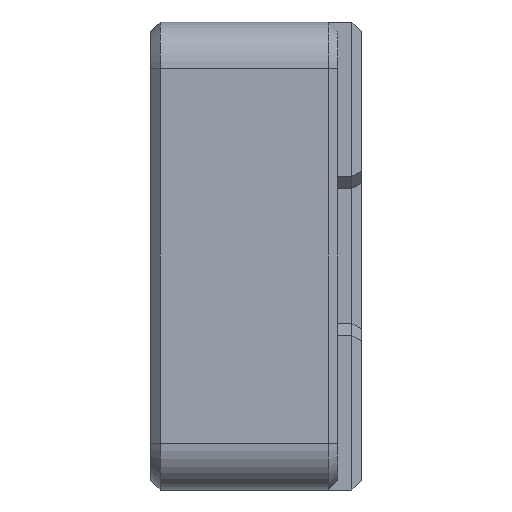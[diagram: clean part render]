
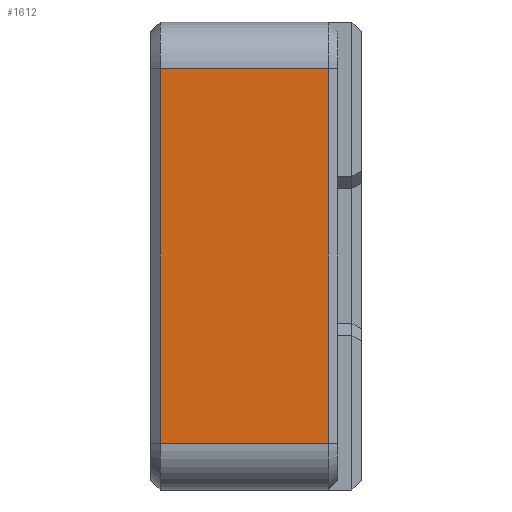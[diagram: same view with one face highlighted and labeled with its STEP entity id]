
A CAD part, left-side view. The second image highlights one B-rep face of the part: STEP entity #1612.
In plain terms, the highlighted planar face has unit normal (-1, 0, 0).
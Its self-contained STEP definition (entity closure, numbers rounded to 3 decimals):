
#120=FACE_OUTER_BOUND('',#216,.T.);
#216=EDGE_LOOP('',(#1197,#1198,#1199,#1200));
#376=LINE('',#2482,#568);
#379=LINE('',#2490,#571);
#380=LINE('',#2494,#572);
#381=LINE('',#2495,#573);
#568=VECTOR('',#1984,10.);
#571=VECTOR('',#1995,10.);
#572=VECTOR('',#2000,10.);
#573=VECTOR('',#2001,10.);
#743=VERTEX_POINT('',#2476);
#744=VERTEX_POINT('',#2480);
#745=VERTEX_POINT('',#2489);
#746=VERTEX_POINT('',#2493);
#909=EDGE_CURVE('',#743,#744,#376,.T.);
#913=EDGE_CURVE('',#744,#745,#379,.T.);
#915=EDGE_CURVE('',#746,#743,#380,.T.);
#916=EDGE_CURVE('',#745,#746,#381,.T.);
#1197=ORIENTED_EDGE('',*,*,#909,.F.);
#1198=ORIENTED_EDGE('',*,*,#915,.F.);
#1199=ORIENTED_EDGE('',*,*,#916,.F.);
#1200=ORIENTED_EDGE('',*,*,#913,.F.);
#1535=PLANE('',#1733);
#1612=ADVANCED_FACE('',(#120),#1535,.T.);
#1733=AXIS2_PLACEMENT_3D('',#2492,#1998,#1999);
#1984=DIRECTION('',(0.,0.,-1.));
#1995=DIRECTION('',(0.,1.,0.));
#1998=DIRECTION('center_axis',(-1.,0.,0.));
#1999=DIRECTION('ref_axis',(0.,0.,-1.));
#2000=DIRECTION('',(0.,-1.,0.));
#2001=DIRECTION('',(0.,0.,1.));
#2476=CARTESIAN_POINT('',(-30.,-7.6,8.));
#2480=CARTESIAN_POINT('',(-30.,-7.6,-8.));
#2482=CARTESIAN_POINT('',(-30.,-7.6,5.));
#2489=CARTESIAN_POINT('',(-30.,-0.4,-8.));
#2490=CARTESIAN_POINT('',(-30.,0.,-8.));
#2492=CARTESIAN_POINT('Origin',(-30.,0.,10.));
#2493=CARTESIAN_POINT('',(-30.,-0.4,8.));
#2494=CARTESIAN_POINT('',(-30.,0.,8.));
#2495=CARTESIAN_POINT('',(-30.,-0.4,5.));
